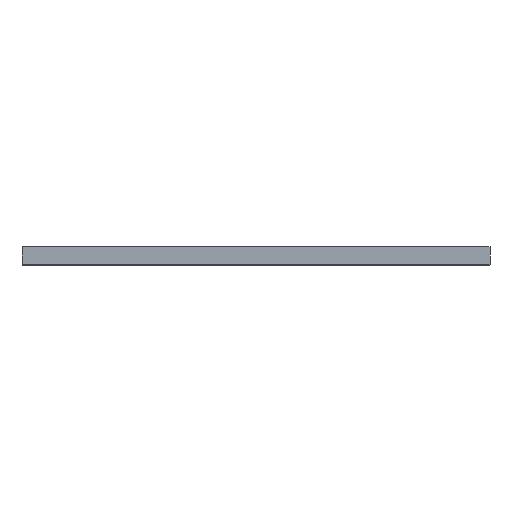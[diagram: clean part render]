
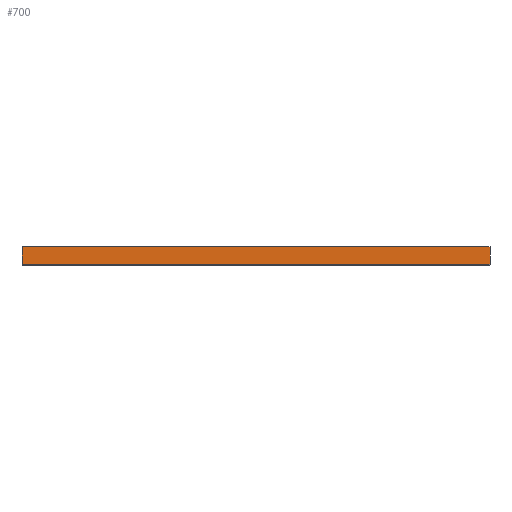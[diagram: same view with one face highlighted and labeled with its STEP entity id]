
A CAD part, top view. The second image highlights one B-rep face of the part: STEP entity #700.
In plain terms, the highlighted planar face has unit normal (0, 0, 1).
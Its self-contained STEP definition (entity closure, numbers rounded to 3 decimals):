
#10 = CARTESIAN_POINT ( 'NONE',  ( -40., 0., 50. ) ) ;
#54 = EDGE_LOOP ( 'NONE', ( #561, #390, #254, #677 ) ) ;
#65 = LINE ( 'NONE', #10, #111 ) ;
#77 = VERTEX_POINT ( 'NONE', #230 ) ;
#84 = CARTESIAN_POINT ( 'NONE',  ( 40., 0., 50. ) ) ;
#111 = VECTOR ( 'NONE', #344, 1000. ) ;
#140 = VECTOR ( 'NONE', #280, 1000. ) ;
#151 = VECTOR ( 'NONE', #635, 1000. ) ;
#168 = EDGE_CURVE ( 'NONE', #271, #520, #293, .T. ) ;
#220 = CARTESIAN_POINT ( 'NONE',  ( -40., 0., 50. ) ) ;
#224 = AXIS2_PLACEMENT_3D ( 'NONE', #241, #233, #616 ) ;
#230 = CARTESIAN_POINT ( 'NONE',  ( 40., 3., 50. ) ) ;
#233 = DIRECTION ( 'NONE',  ( 0., 0., -1. ) ) ;
#241 = CARTESIAN_POINT ( 'NONE',  ( -40., 3., 50. ) ) ;
#254 = ORIENTED_EDGE ( 'NONE', *, *, #536, .F. ) ;
#256 = VERTEX_POINT ( 'NONE', #84 ) ;
#271 = VERTEX_POINT ( 'NONE', #707 ) ;
#273 = CARTESIAN_POINT ( 'NONE',  ( 40., 3., 50. ) ) ;
#280 = DIRECTION ( 'NONE',  ( 1., 0., 0. ) ) ;
#291 = LINE ( 'NONE', #388, #140 ) ;
#293 = LINE ( 'NONE', #521, #151 ) ;
#344 = DIRECTION ( 'NONE',  ( 1., 0., 0. ) ) ;
#349 = PLANE ( 'NONE',  #224 ) ;
#388 = CARTESIAN_POINT ( 'NONE',  ( -40., 3., 50. ) ) ;
#390 = ORIENTED_EDGE ( 'NONE', *, *, #439, .F. ) ;
#430 = DIRECTION ( 'NONE',  ( 0., -1., 0. ) ) ;
#439 = EDGE_CURVE ( 'NONE', #77, #256, #489, .T. ) ;
#489 = LINE ( 'NONE', #273, #584 ) ;
#503 = FACE_OUTER_BOUND ( 'NONE', #54, .T. ) ;
#520 = VERTEX_POINT ( 'NONE', #220 ) ;
#521 = CARTESIAN_POINT ( 'NONE',  ( -40., 3., 50. ) ) ;
#536 = EDGE_CURVE ( 'NONE', #271, #77, #291, .T. ) ;
#561 = ORIENTED_EDGE ( 'NONE', *, *, #601, .T. ) ;
#584 = VECTOR ( 'NONE', #430, 1000. ) ;
#601 = EDGE_CURVE ( 'NONE', #520, #256, #65, .T. ) ;
#616 = DIRECTION ( 'NONE',  ( -1., 0., 0. ) ) ;
#635 = DIRECTION ( 'NONE',  ( 0., -1., 0. ) ) ;
#677 = ORIENTED_EDGE ( 'NONE', *, *, #168, .T. ) ;
#700 = ADVANCED_FACE ( 'NONE', ( #503 ), #349, .F. ) ;
#707 = CARTESIAN_POINT ( 'NONE',  ( -40., 3., 50. ) ) ;
